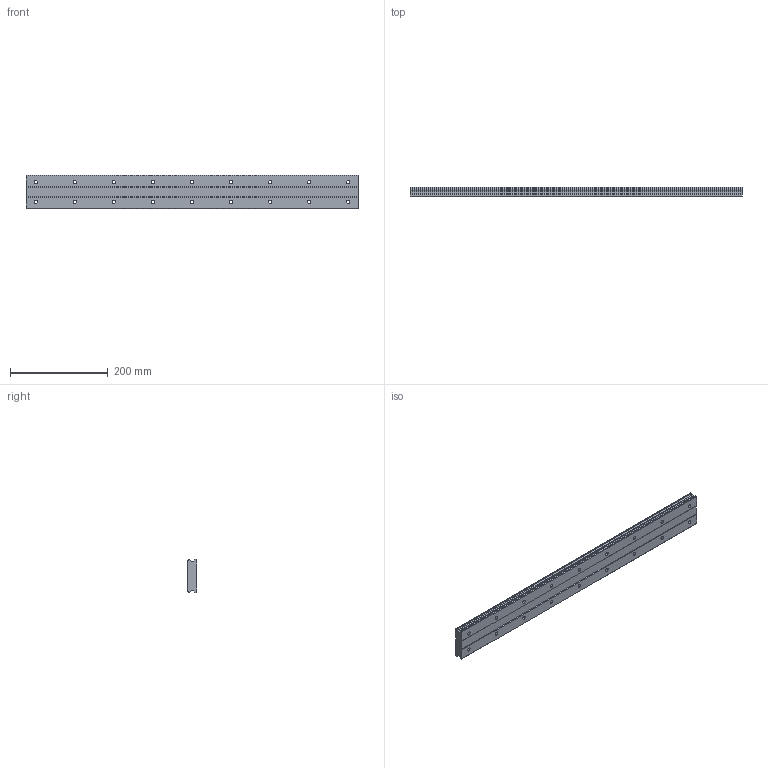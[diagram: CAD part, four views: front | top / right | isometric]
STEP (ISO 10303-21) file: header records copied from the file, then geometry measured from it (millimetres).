
FILE_DESCRIPTION (( 'STEP AP214' ), '1' );
FILE_NAME ('HRW35CA1SS-680L_G20_0_B-M6F_286-7_0_0_0_1.STEP', '2021-07-06T12:03:56', ( '' ), ( '' ), 'SwSTEP 2.0', 'SolidWorks 2021', '' );
FILE_SCHEMA (( 'AUTOMOTIVE_DESIGN' ));
Length unit declared in the file: millimetre
Products named in the file (2): _HRW35CA68020 Track; HRW35CA1SS-680L_G20_0_B-M6F_286-7_0_0_0_1
Assembly tree (1 placements, depth 2):
  HRW35CA1SS-680L_G20_0_B-M6F_286-7_0_0_0_1
    _HRW35CA68020 Track
Bounding box: 680 x 19 x 69 mm (x, y, z)
Volume: 792544.3 mm3; surface area: 134641 mm2
Topology: 1 solids, 1 shells, 122 faces, 306 edges, 204 vertices
Faces by surface type: cylinder 76, plane 46
Entity records: 3860 total; most frequent: DIRECTION 710, CARTESIAN_POINT 636, ORIENTED_EDGE 612, EDGE_CURVE 306, AXIS2_PLACEMENT_3D 278, VERTEX_POINT 204, EDGE_LOOP 176, VECTOR 154
